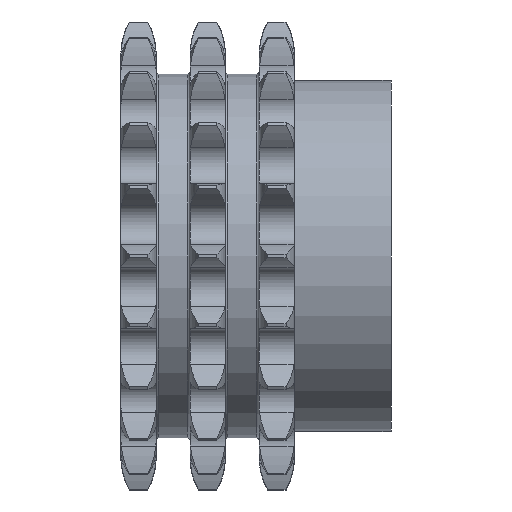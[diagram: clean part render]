
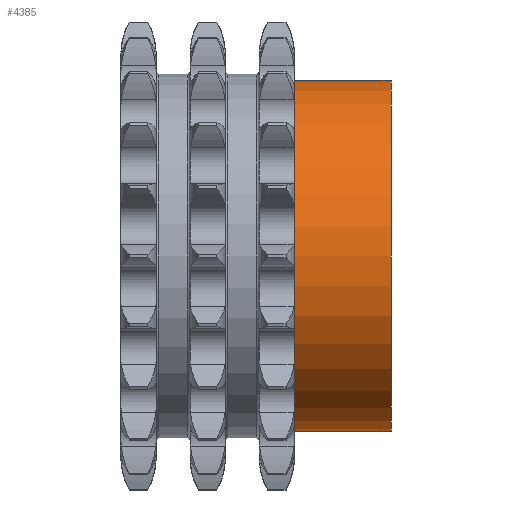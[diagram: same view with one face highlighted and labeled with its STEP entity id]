
A CAD part, front view. The second image highlights one B-rep face of the part: STEP entity #4385.
In plain terms, the highlighted cylindrical face has radius 26 mm (diameter 52 mm), a partial arc.
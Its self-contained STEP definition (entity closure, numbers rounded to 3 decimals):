
#545 = AXIS2_PLACEMENT_3D ( 'NONE', #9428, #9376, #9112 ) ;
#1195 = CIRCLE ( 'NONE', #3512, 26. ) ;
#1470 = CARTESIAN_POINT ( 'NONE',  ( 25.685, 0., -26. ) ) ;
#2519 = AXIS2_PLACEMENT_3D ( 'NONE', #7616, #6289, #6201 ) ;
#3399 = EDGE_CURVE ( 'NONE', #5231, #13632, #1195, .T. ) ;
#3512 = AXIS2_PLACEMENT_3D ( 'NONE', #14558, #14136, #14071 ) ;
#3838 = VECTOR ( 'NONE', #12136, 1000. ) ;
#3855 = LINE ( 'NONE', #12352, #3838 ) ;
#4385 = ADVANCED_FACE ( 'NONE', ( #12816 ), #12754, .T. ) ;
#4929 = CARTESIAN_POINT ( 'NONE',  ( 40., 0., -26. ) ) ;
#5231 = VERTEX_POINT ( 'NONE', #9078 ) ;
#6105 = CARTESIAN_POINT ( 'NONE',  ( 153.539, 0., 26. ) ) ;
#6198 = DIRECTION ( 'NONE',  ( -1., 0., 0. ) ) ;
#6201 = DIRECTION ( 'NONE',  ( 0., 0., 1. ) ) ;
#6289 = DIRECTION ( 'NONE',  ( -1., 0., 0. ) ) ;
#6713 = CARTESIAN_POINT ( 'NONE',  ( 25.685, 0., 26. ) ) ;
#6869 = EDGE_CURVE ( 'NONE', #15752, #11204, #10609, .T. ) ;
#7616 = CARTESIAN_POINT ( 'NONE',  ( 153.539, 0., 0. ) ) ;
#7939 = EDGE_LOOP ( 'NONE', ( #11799, #11863, #12132, #12192 ) ) ;
#8415 = EDGE_CURVE ( 'NONE', #13632, #11204, #3855, .T. ) ;
#9078 = CARTESIAN_POINT ( 'NONE',  ( 40., 0., 26. ) ) ;
#9112 = DIRECTION ( 'NONE',  ( 0., 0., 1. ) ) ;
#9376 = DIRECTION ( 'NONE',  ( 1., 0., 0. ) ) ;
#9428 = CARTESIAN_POINT ( 'NONE',  ( 25.685, 0., 0. ) ) ;
#10609 = CIRCLE ( 'NONE', #545, 26. ) ;
#10929 = VECTOR ( 'NONE', #6198, 1000. ) ;
#11049 = LINE ( 'NONE', #6105, #10929 ) ;
#11204 = VERTEX_POINT ( 'NONE', #1470 ) ;
#11799 = ORIENTED_EDGE ( 'NONE', *, *, #8415, .F. ) ;
#11863 = ORIENTED_EDGE ( 'NONE', *, *, #3399, .F. ) ;
#12132 = ORIENTED_EDGE ( 'NONE', *, *, #15764, .T. ) ;
#12136 = DIRECTION ( 'NONE',  ( -1., 0., 0. ) ) ;
#12192 = ORIENTED_EDGE ( 'NONE', *, *, #6869, .T. ) ;
#12352 = CARTESIAN_POINT ( 'NONE',  ( 153.539, 0., -26. ) ) ;
#12754 = CYLINDRICAL_SURFACE ( 'NONE', #2519, 26. ) ;
#12816 = FACE_OUTER_BOUND ( 'NONE', #7939, .T. ) ;
#13632 = VERTEX_POINT ( 'NONE', #4929 ) ;
#14071 = DIRECTION ( 'NONE',  ( 0., 0., -1. ) ) ;
#14136 = DIRECTION ( 'NONE',  ( 1., 0., 0. ) ) ;
#14558 = CARTESIAN_POINT ( 'NONE',  ( 40., 0., 0. ) ) ;
#15752 = VERTEX_POINT ( 'NONE', #6713 ) ;
#15764 = EDGE_CURVE ( 'NONE', #5231, #15752, #11049, .T. ) ;
